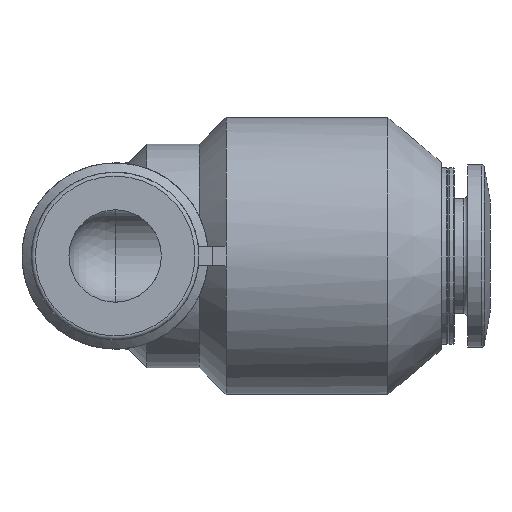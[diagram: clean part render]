
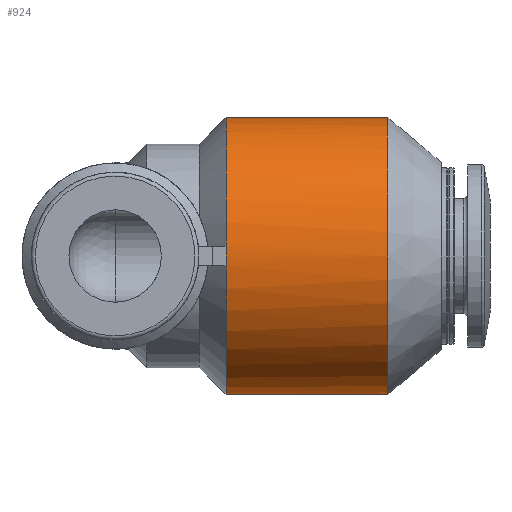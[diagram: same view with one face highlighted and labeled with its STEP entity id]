
A CAD part, front view. The second image highlights one B-rep face of the part: STEP entity #924.
In plain terms, the highlighted cylindrical face has radius 10.5 mm (diameter 21 mm), a full revolution.
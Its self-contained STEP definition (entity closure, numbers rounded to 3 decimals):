
#160=ORIENTED_EDGE('',*,*,#308,.F.);
#161=ORIENTED_EDGE('',*,*,#309,.T.);
#162=ORIENTED_EDGE('',*,*,#306,.T.);
#163=ORIENTED_EDGE('',*,*,#310,.T.);
#306=EDGE_CURVE('',#380,#379,#425,.T.);
#308=EDGE_CURVE('',#381,#381,#426,.T.);
#309=EDGE_CURVE('',#382,#380,#427,.T.);
#310=EDGE_CURVE('',#379,#382,#428,.T.);
#379=VERTEX_POINT('',#1368);
#380=VERTEX_POINT('',#1370);
#381=VERTEX_POINT('',#1377);
#382=VERTEX_POINT('',#1379);
#425=CIRCLE('',#989,10.5);
#426=CIRCLE('',#991,10.5);
#427=CIRCLE('',#992,10.5);
#428=CIRCLE('',#993,10.5);
#466=EDGE_LOOP('',(#160));
#467=EDGE_LOOP('',(#161,#162,#163));
#533=FACE_BOUND('',#466,.T.);
#534=FACE_BOUND('',#467,.T.);
#595=CYLINDRICAL_SURFACE('',#990,10.5);
#924=ADVANCED_FACE('',(#533,#534),#595,.T.);
#989=AXIS2_PLACEMENT_3D('',#1369,#1112,#1113);
#990=AXIS2_PLACEMENT_3D('',#1375,#1114,#1115);
#991=AXIS2_PLACEMENT_3D('',#1376,#1116,#1117);
#992=AXIS2_PLACEMENT_3D('',#1378,#1118,#1119);
#993=AXIS2_PLACEMENT_3D('',#1380,#1120,#1121);
#1112=DIRECTION('',(1.,0.,0.));
#1113=DIRECTION('',(0.,0.,-1.));
#1114=DIRECTION('',(1.,0.,0.));
#1115=DIRECTION('',(0.,0.,-1.));
#1116=DIRECTION('',(1.,0.,0.));
#1117=DIRECTION('',(0.,0.,-1.));
#1118=DIRECTION('',(1.,0.,0.));
#1119=DIRECTION('',(0.,0.,-1.));
#1120=DIRECTION('',(1.,0.,0.));
#1121=DIRECTION('',(0.,0.,-1.));
#1368=CARTESIAN_POINT('',(8.4,-10.473,0.75));
#1369=CARTESIAN_POINT('',(8.4,0.,0.));
#1370=CARTESIAN_POINT('',(8.4,-10.473,-0.75));
#1375=CARTESIAN_POINT('',(28.4,0.,0.));
#1376=CARTESIAN_POINT('',(20.648,0.,0.));
#1377=CARTESIAN_POINT('',(20.648,0.,-10.5));
#1378=CARTESIAN_POINT('',(8.4,0.,0.));
#1379=CARTESIAN_POINT('',(8.4,-10.5,0.));
#1380=CARTESIAN_POINT('',(8.4,0.,0.));
